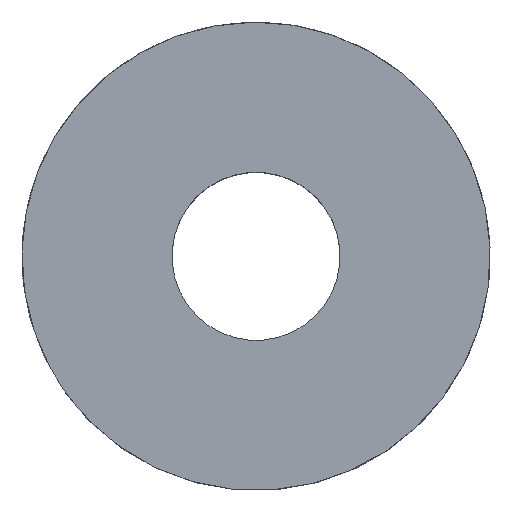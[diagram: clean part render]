
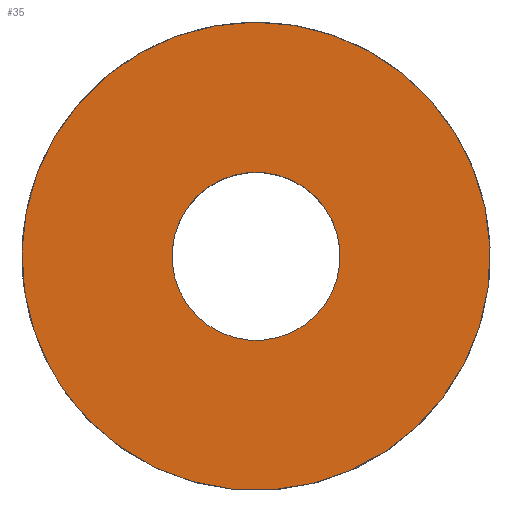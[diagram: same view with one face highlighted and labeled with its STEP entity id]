
A CAD part, top view. The second image highlights one B-rep face of the part: STEP entity #35.
In plain terms, the highlighted planar face has unit normal (0, 0, 1).
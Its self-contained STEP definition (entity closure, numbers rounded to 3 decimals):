
#35=ADVANCED_FACE('',(#41,#42),#39,.F.);
#39=PLANE('',#110);
#41=FACE_BOUND('',#49,.T.);
#42=FACE_BOUND('',#50,.T.);
#49=EDGE_LOOP('',(#57));
#50=EDGE_LOOP('',(#58));
#57=ORIENTED_EDGE('',*,*,#69,.F.);
#58=ORIENTED_EDGE('',*,*,#70,.F.);
#65=VERTEX_POINT('',#147);
#66=VERTEX_POINT('',#149);
#69=EDGE_CURVE('',#65,#65,#81,.T.);
#70=EDGE_CURVE('',#66,#66,#82,.T.);
#81=CIRCLE('',#108,12.7);
#82=CIRCLE('',#109,4.56);
#108=AXIS2_PLACEMENT_3D('',#146,#124,#125);
#109=AXIS2_PLACEMENT_3D('',#148,#126,#127);
#110=AXIS2_PLACEMENT_3D('',#150,#128,#129);
#124=DIRECTION('',(0.0,0.0,-1.0));
#125=DIRECTION('',(-0.882,-0.471,0.0));
#126=DIRECTION('',(0.0,0.0,1.0));
#127=DIRECTION('',(-0.707,-0.707,0.0));
#128=DIRECTION('',(0.0,0.0,-1.0));
#129=DIRECTION('',(0.707,0.707,0.0));
#146=CARTESIAN_POINT('',(12.7,12.7,0.));
#147=CARTESIAN_POINT('',(1.498,6.715,0.));
#148=CARTESIAN_POINT('',(12.7,12.7,0.));
#149=CARTESIAN_POINT('',(9.476,9.476,0.));
#150=CARTESIAN_POINT('',(12.7,12.7,0.));
